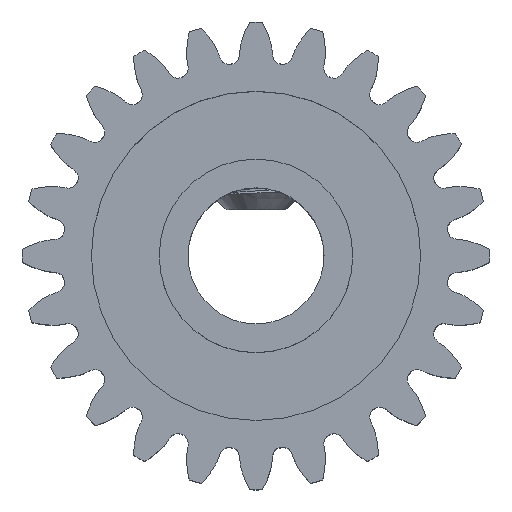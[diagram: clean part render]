
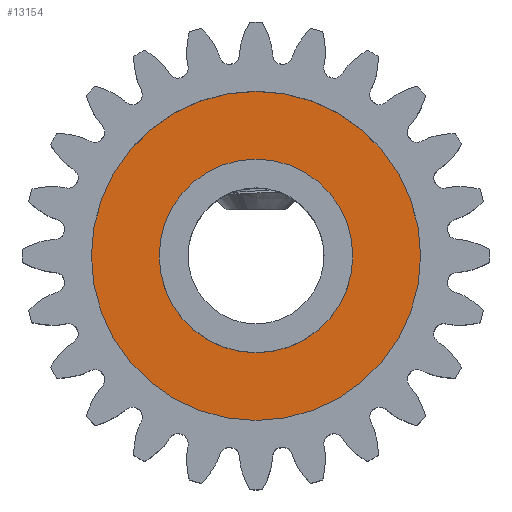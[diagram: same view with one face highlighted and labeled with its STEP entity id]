
A CAD part, top view. The second image highlights one B-rep face of the part: STEP entity #13154.
In plain terms, the highlighted planar face has unit normal (0, 0, 1).
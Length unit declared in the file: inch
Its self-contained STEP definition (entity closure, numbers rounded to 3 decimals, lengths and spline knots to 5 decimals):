
#12 = VERTEX_POINT ( 'NONE', #15484 ) ;
#125 = CARTESIAN_POINT ( 'NONE',  ( 0., 0., 0.125 ) ) ;
#907 = AXIS2_PLACEMENT_3D ( 'NONE', #7283, #10478, #13347 ) ;
#1240 = CIRCLE ( 'NONE', #14682, 0.16811 ) ;
#1374 = CARTESIAN_POINT ( 'NONE',  ( 0., 0., 0.125 ) ) ;
#1660 = VERTEX_POINT ( 'NONE', #12618 ) ;
#3053 = EDGE_CURVE ( 'NONE', #12, #13838, #1240, .T. ) ;
#3321 = DIRECTION ( 'NONE',  ( 0., 0., 1. ) ) ;
#4218 = CIRCLE ( 'NONE', #907, 0.28594 ) ;
#4520 = VERTEX_POINT ( 'NONE', #9201 ) ;
#5250 = CIRCLE ( 'NONE', #14647, 0.28594 ) ;
#5486 = ORIENTED_EDGE ( 'NONE', *, *, #6968, .F. ) ;
#5923 = CIRCLE ( 'NONE', #8212, 0.16811 ) ;
#6267 = DIRECTION ( 'NONE',  ( 1., 0., 0. ) ) ;
#6587 = EDGE_LOOP ( 'NONE', ( #12858, #10501 ) ) ;
#6760 = EDGE_CURVE ( 'NONE', #4520, #1660, #4218, .T. ) ;
#6968 = EDGE_CURVE ( 'NONE', #13838, #12, #5923, .T. ) ;
#7283 = CARTESIAN_POINT ( 'NONE',  ( 0., 0., 0.125 ) ) ;
#7657 = FACE_BOUND ( 'NONE', #14091, .T. ) ;
#8212 = AXIS2_PLACEMENT_3D ( 'NONE', #1374, #19838, #12261 ) ;
#9201 = CARTESIAN_POINT ( 'NONE',  ( -0.28594, 0., 0.125 ) ) ;
#9481 = PLANE ( 'NONE',  #12719 ) ;
#10332 = FACE_OUTER_BOUND ( 'NONE', #6587, .T. ) ;
#10478 = DIRECTION ( 'NONE',  ( 0., 0., 1. ) ) ;
#10501 = ORIENTED_EDGE ( 'NONE', *, *, #6760, .T. ) ;
#10717 = EDGE_CURVE ( 'NONE', #1660, #4520, #5250, .T. ) ;
#12261 = DIRECTION ( 'NONE',  ( 1., 0., 0. ) ) ;
#12618 = CARTESIAN_POINT ( 'NONE',  ( 0.28594, 0., 0.125 ) ) ;
#12714 = CARTESIAN_POINT ( 'NONE',  ( -0.16811, 0., 0.125 ) ) ;
#12719 = AXIS2_PLACEMENT_3D ( 'NONE', #14178, #17105, #20188 ) ;
#12858 = ORIENTED_EDGE ( 'NONE', *, *, #10717, .T. ) ;
#13154 = ADVANCED_FACE ( 'NONE', ( #7657, #10332 ), #9481, .T. ) ;
#13347 = DIRECTION ( 'NONE',  ( 1., 0., 0. ) ) ;
#13838 = VERTEX_POINT ( 'NONE', #12714 ) ;
#14091 = EDGE_LOOP ( 'NONE', ( #18158, #5486 ) ) ;
#14110 = CARTESIAN_POINT ( 'NONE',  ( 0., 0., 0.125 ) ) ;
#14178 = CARTESIAN_POINT ( 'NONE',  ( 0., 0., 0.125 ) ) ;
#14647 = AXIS2_PLACEMENT_3D ( 'NONE', #125, #17481, #18829 ) ;
#14682 = AXIS2_PLACEMENT_3D ( 'NONE', #14110, #3321, #6267 ) ;
#15484 = CARTESIAN_POINT ( 'NONE',  ( 0.16811, 0., 0.125 ) ) ;
#17105 = DIRECTION ( 'NONE',  ( 0., 0., 1. ) ) ;
#17481 = DIRECTION ( 'NONE',  ( 0., 0., 1. ) ) ;
#18158 = ORIENTED_EDGE ( 'NONE', *, *, #3053, .F. ) ;
#18829 = DIRECTION ( 'NONE',  ( 1., 0., 0. ) ) ;
#19838 = DIRECTION ( 'NONE',  ( 0., 0., 1. ) ) ;
#20188 = DIRECTION ( 'NONE',  ( 1., 0., 0. ) ) ;
